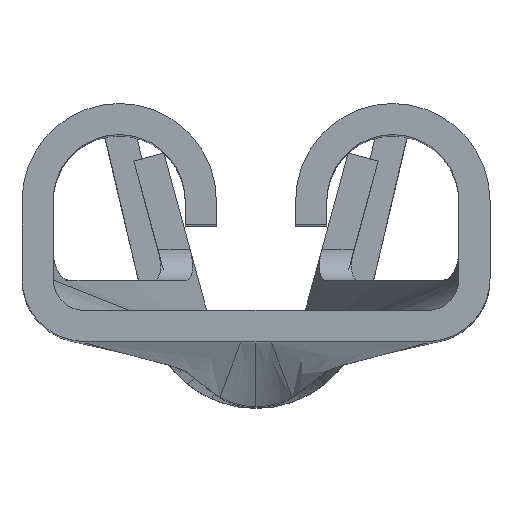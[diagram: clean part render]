
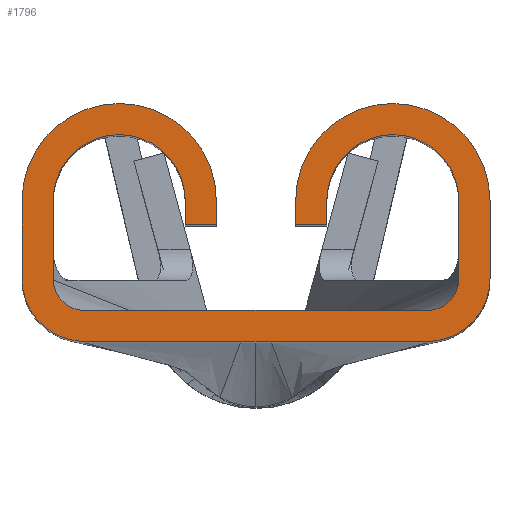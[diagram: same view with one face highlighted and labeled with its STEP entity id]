
A CAD part, top view. The second image highlights one B-rep face of the part: STEP entity #1796.
In plain terms, the highlighted planar face has unit normal (0, 0, 1).
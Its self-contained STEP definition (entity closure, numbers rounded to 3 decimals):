
#72=CARTESIAN_POINT('',(1.095,1.127,0.));
#73=DIRECTION('',(0.,0.,1.));
#74=DIRECTION('',(1.,0.,0.));
#75=AXIS2_PLACEMENT_3D('',#72,#73,#74);
#77=DIRECTION('',(0.,1.,0.));
#78=VECTOR('',#77,0.624);
#79=CARTESIAN_POINT('',(1.873,0.503,0.));
#80=LINE('',#79,#78);
#81=CARTESIAN_POINT('',(1.37,0.503,0.));
#82=DIRECTION('',(0.,0.,1.));
#83=DIRECTION('',(0.,-1.,0.));
#84=AXIS2_PLACEMENT_3D('',#81,#82,#83);
#86=DIRECTION('',(1.,0.,0.));
#87=VECTOR('',#86,2.741);
#88=CARTESIAN_POINT('',(-1.37,0.,0.));
#89=LINE('',#88,#87);
#90=CARTESIAN_POINT('',(-1.37,0.503,0.));
#91=DIRECTION('',(0.,0.,1.));
#92=DIRECTION('',(-1.,0.,0.));
#93=AXIS2_PLACEMENT_3D('',#90,#91,#92);
#95=DIRECTION('',(0.,-1.,0.));
#96=VECTOR('',#95,0.624);
#97=CARTESIAN_POINT('',(-1.873,1.127,0.));
#98=LINE('',#97,#96);
#99=CARTESIAN_POINT('',(-1.095,1.127,0.));
#100=DIRECTION('',(0.,0.,1.));
#101=DIRECTION('',(1.,0.,0.));
#102=AXIS2_PLACEMENT_3D('',#99,#100,#101);
#104=DIRECTION('',(0.,1.,0.));
#105=VECTOR('',#104,0.192);
#106=CARTESIAN_POINT('',(-0.318,0.935,0.));
#107=LINE('',#106,#105);
#108=DIRECTION('',(1.,0.,0.));
#109=VECTOR('',#108,0.249);
#110=CARTESIAN_POINT('',(-0.566,0.935,0.));
#111=LINE('',#110,#109);
#112=DIRECTION('',(0.,-1.,0.));
#113=VECTOR('',#112,0.192);
#114=CARTESIAN_POINT('',(-0.566,1.127,0.));
#115=LINE('',#114,#113);
#116=CARTESIAN_POINT('',(-1.095,1.127,0.));
#117=DIRECTION('',(0.,0.,-1.));
#118=DIRECTION('',(-1.,0.,0.));
#119=AXIS2_PLACEMENT_3D('',#116,#117,#118);
#121=DIRECTION('',(0.,1.,0.));
#122=VECTOR('',#121,0.624);
#123=CARTESIAN_POINT('',(-1.624,0.503,0.));
#124=LINE('',#123,#122);
#125=CARTESIAN_POINT('',(-1.37,0.503,0.));
#126=DIRECTION('',(0.,0.,-1.));
#127=DIRECTION('',(0.,-1.,0.));
#128=AXIS2_PLACEMENT_3D('',#125,#126,#127);
#130=DIRECTION('',(-1.,0.,0.));
#131=VECTOR('',#130,2.741);
#132=CARTESIAN_POINT('',(1.37,0.249,0.));
#133=LINE('',#132,#131);
#134=CARTESIAN_POINT('',(1.37,0.503,0.));
#135=DIRECTION('',(0.,0.,-1.));
#136=DIRECTION('',(1.,0.,0.));
#137=AXIS2_PLACEMENT_3D('',#134,#135,#136);
#139=DIRECTION('',(0.,-1.,0.));
#140=VECTOR('',#139,0.624);
#141=CARTESIAN_POINT('',(1.624,1.127,0.));
#142=LINE('',#141,#140);
#143=CARTESIAN_POINT('',(1.095,1.127,0.));
#144=DIRECTION('',(0.,0.,-1.));
#145=DIRECTION('',(-1.,0.,0.));
#146=AXIS2_PLACEMENT_3D('',#143,#144,#145);
#148=DIRECTION('',(0.,1.,0.));
#149=VECTOR('',#148,0.192);
#150=CARTESIAN_POINT('',(0.566,0.935,0.));
#151=LINE('',#150,#149);
#152=DIRECTION('',(1.,0.,0.));
#153=VECTOR('',#152,0.249);
#154=CARTESIAN_POINT('',(0.318,0.935,0.));
#155=LINE('',#154,#153);
#156=DIRECTION('',(0.,-1.,0.));
#157=VECTOR('',#156,0.192);
#158=CARTESIAN_POINT('',(0.318,1.127,0.));
#159=LINE('',#158,#157);
#1491=CARTESIAN_POINT('',(1.873,1.127,0.));
#1492=CARTESIAN_POINT('',(0.318,1.127,0.));
#1493=VERTEX_POINT('',#1491);
#1494=VERTEX_POINT('',#1492);
#1495=CARTESIAN_POINT('',(0.566,1.127,0.));
#1496=CARTESIAN_POINT('',(1.624,1.127,0.));
#1497=VERTEX_POINT('',#1495);
#1498=VERTEX_POINT('',#1496);
#1499=CARTESIAN_POINT('',(1.624,0.503,0.));
#1500=CARTESIAN_POINT('',(1.37,0.249,0.));
#1501=VERTEX_POINT('',#1499);
#1502=VERTEX_POINT('',#1500);
#1503=CARTESIAN_POINT('',(-1.37,0.249,0.));
#1504=CARTESIAN_POINT('',(-1.624,0.503,0.));
#1505=VERTEX_POINT('',#1503);
#1506=VERTEX_POINT('',#1504);
#1507=CARTESIAN_POINT('',(-1.624,1.127,0.));
#1508=CARTESIAN_POINT('',(-0.566,1.127,0.));
#1509=VERTEX_POINT('',#1507);
#1510=VERTEX_POINT('',#1508);
#1511=CARTESIAN_POINT('',(-0.318,1.127,0.));
#1512=CARTESIAN_POINT('',(-1.873,1.127,0.));
#1513=VERTEX_POINT('',#1511);
#1514=VERTEX_POINT('',#1512);
#1515=CARTESIAN_POINT('',(-1.873,0.503,0.));
#1516=VERTEX_POINT('',#1515);
#1517=CARTESIAN_POINT('',(-1.37,0.,0.));
#1518=VERTEX_POINT('',#1517);
#1519=CARTESIAN_POINT('',(1.37,0.,0.));
#1520=VERTEX_POINT('',#1519);
#1521=CARTESIAN_POINT('',(1.873,0.503,0.));
#1522=VERTEX_POINT('',#1521);
#1523=CARTESIAN_POINT('',(0.318,0.935,0.));
#1524=VERTEX_POINT('',#1523);
#1525=CARTESIAN_POINT('',(0.566,0.935,0.));
#1526=VERTEX_POINT('',#1525);
#1527=CARTESIAN_POINT('',(-0.566,0.935,0.));
#1528=VERTEX_POINT('',#1527);
#1529=CARTESIAN_POINT('',(-0.318,0.935,0.));
#1530=VERTEX_POINT('',#1529);
#1749=CARTESIAN_POINT('',(0.,0.,0.));
#1750=DIRECTION('',(0.,0.,1.));
#1751=DIRECTION('',(1.,0.,0.));
#1752=AXIS2_PLACEMENT_3D('',#1749,#1750,#1751);
#1753=PLANE('',#1752);
#1755=ORIENTED_EDGE('',*,*,#1754,.F.);
#1757=ORIENTED_EDGE('',*,*,#1756,.F.);
#1759=ORIENTED_EDGE('',*,*,#1758,.F.);
#1761=ORIENTED_EDGE('',*,*,#1760,.F.);
#1763=ORIENTED_EDGE('',*,*,#1762,.F.);
#1765=ORIENTED_EDGE('',*,*,#1764,.F.);
#1767=ORIENTED_EDGE('',*,*,#1766,.F.);
#1769=ORIENTED_EDGE('',*,*,#1768,.F.);
#1771=ORIENTED_EDGE('',*,*,#1770,.F.);
#1773=ORIENTED_EDGE('',*,*,#1772,.F.);
#1775=ORIENTED_EDGE('',*,*,#1774,.F.);
#1777=ORIENTED_EDGE('',*,*,#1776,.F.);
#1779=ORIENTED_EDGE('',*,*,#1778,.F.);
#1781=ORIENTED_EDGE('',*,*,#1780,.F.);
#1783=ORIENTED_EDGE('',*,*,#1782,.F.);
#1785=ORIENTED_EDGE('',*,*,#1784,.F.);
#1787=ORIENTED_EDGE('',*,*,#1786,.F.);
#1789=ORIENTED_EDGE('',*,*,#1788,.F.);
#1791=ORIENTED_EDGE('',*,*,#1790,.F.);
#1793=ORIENTED_EDGE('',*,*,#1792,.F.);
#1794=EDGE_LOOP('',(#1755,#1757,#1759,#1761,#1763,#1765,#1767,#1769,#1771,#1773,
#1775,#1777,#1779,#1781,#1783,#1785,#1787,#1789,#1791,#1793));
#1795=FACE_OUTER_BOUND('',#1794,.F.);
#1796=ADVANCED_FACE('',(#1795),#1753,.T.);
#76=CIRCLE('',#75,0.778);
#85=CIRCLE('',#84,0.503);
#94=CIRCLE('',#93,0.503);
#103=CIRCLE('',#102,0.778);
#120=CIRCLE('',#119,0.529);
#129=CIRCLE('',#128,0.254);
#138=CIRCLE('',#137,0.254);
#147=CIRCLE('',#146,0.529);
#1754=EDGE_CURVE('',#1493,#1494,#76,.T.);
#1756=EDGE_CURVE('',#1522,#1493,#80,.T.);
#1758=EDGE_CURVE('',#1520,#1522,#85,.T.);
#1760=EDGE_CURVE('',#1518,#1520,#89,.T.);
#1762=EDGE_CURVE('',#1516,#1518,#94,.T.);
#1764=EDGE_CURVE('',#1514,#1516,#98,.T.);
#1766=EDGE_CURVE('',#1513,#1514,#103,.T.);
#1768=EDGE_CURVE('',#1530,#1513,#107,.T.);
#1770=EDGE_CURVE('',#1528,#1530,#111,.T.);
#1772=EDGE_CURVE('',#1510,#1528,#115,.T.);
#1774=EDGE_CURVE('',#1509,#1510,#120,.T.);
#1776=EDGE_CURVE('',#1506,#1509,#124,.T.);
#1778=EDGE_CURVE('',#1505,#1506,#129,.T.);
#1780=EDGE_CURVE('',#1502,#1505,#133,.T.);
#1782=EDGE_CURVE('',#1501,#1502,#138,.T.);
#1784=EDGE_CURVE('',#1498,#1501,#142,.T.);
#1786=EDGE_CURVE('',#1497,#1498,#147,.T.);
#1788=EDGE_CURVE('',#1526,#1497,#151,.T.);
#1790=EDGE_CURVE('',#1524,#1526,#155,.T.);
#1792=EDGE_CURVE('',#1494,#1524,#159,.T.);
